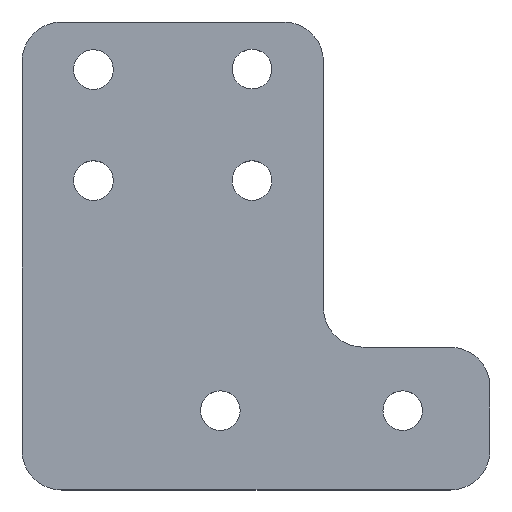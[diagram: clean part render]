
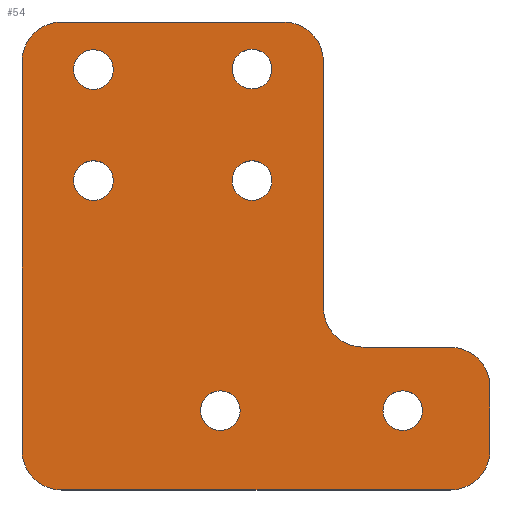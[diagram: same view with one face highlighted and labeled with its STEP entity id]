
A CAD part, top view. The second image highlights one B-rep face of the part: STEP entity #54.
In plain terms, the highlighted planar face has unit normal (0, 0, 1).
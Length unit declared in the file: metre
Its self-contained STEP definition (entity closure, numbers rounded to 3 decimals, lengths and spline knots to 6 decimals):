
#54 = ADVANCED_FACE( '', ( #124, #125, #126, #127, #128, #129, #130 ), #131, .T. );
#124 = FACE_BOUND( '', #209, .T. );
#125 = FACE_BOUND( '', #210, .T. );
#126 = FACE_BOUND( '', #211, .T. );
#127 = FACE_BOUND( '', #212, .T. );
#128 = FACE_BOUND( '', #213, .T. );
#129 = FACE_BOUND( '', #214, .T. );
#130 = FACE_OUTER_BOUND( '', #215, .T. );
#131 = PLANE( '', #216 );
#209 = EDGE_LOOP( '', ( #315 ) );
#210 = EDGE_LOOP( '', ( #316 ) );
#211 = EDGE_LOOP( '', ( #317 ) );
#212 = EDGE_LOOP( '', ( #318 ) );
#213 = EDGE_LOOP( '', ( #319 ) );
#214 = EDGE_LOOP( '', ( #320 ) );
#215 = EDGE_LOOP( '', ( #321, #322, #323, #324, #325, #326, #327, #328, #329, #330, #331, #332 ) );
#216 = AXIS2_PLACEMENT_3D( '', #333, #334, #335 );
#315 = ORIENTED_EDGE( '', *, *, #472, .F. );
#316 = ORIENTED_EDGE( '', *, *, #473, .F. );
#317 = ORIENTED_EDGE( '', *, *, #474, .F. );
#318 = ORIENTED_EDGE( '', *, *, #444, .F. );
#319 = ORIENTED_EDGE( '', *, *, #441, .F. );
#320 = ORIENTED_EDGE( '', *, *, #475, .F. );
#321 = ORIENTED_EDGE( '', *, *, #449, .T. );
#322 = ORIENTED_EDGE( '', *, *, #476, .T. );
#323 = ORIENTED_EDGE( '', *, *, #477, .T. );
#324 = ORIENTED_EDGE( '', *, *, #478, .F. );
#325 = ORIENTED_EDGE( '', *, *, #469, .T. );
#326 = ORIENTED_EDGE( '', *, *, #479, .T. );
#327 = ORIENTED_EDGE( '', *, *, #480, .T. );
#328 = ORIENTED_EDGE( '', *, *, #481, .T. );
#329 = ORIENTED_EDGE( '', *, *, #482, .T. );
#330 = ORIENTED_EDGE( '', *, *, #483, .T. );
#331 = ORIENTED_EDGE( '', *, *, #484, .T. );
#332 = ORIENTED_EDGE( '', *, *, #485, .T. );
#333 = CARTESIAN_POINT( '', ( -0.055175, 0.075577, 0.0027 ) );
#334 = DIRECTION( '', ( 0., 0., 1. ) );
#335 = DIRECTION( '', ( 1., 0., 0. ) );
#441 = EDGE_CURVE( '', #509, #509, #510, .T. );
#444 = EDGE_CURVE( '', #514, #514, #515, .T. );
#449 = EDGE_CURVE( '', #524, #522, #525, .T. );
#469 = EDGE_CURVE( '', #560, #558, #561, .T. );
#472 = EDGE_CURVE( '', #564, #564, #565, .T. );
#473 = EDGE_CURVE( '', #566, #566, #567, .T. );
#474 = EDGE_CURVE( '', #568, #568, #569, .T. );
#475 = EDGE_CURVE( '', #570, #570, #571, .T. );
#476 = EDGE_CURVE( '', #522, #572, #573, .T. );
#477 = EDGE_CURVE( '', #572, #574, #575, .T. );
#478 = EDGE_CURVE( '', #560, #574, #576, .T. );
#479 = EDGE_CURVE( '', #558, #577, #578, .T. );
#480 = EDGE_CURVE( '', #577, #579, #580, .T. );
#481 = EDGE_CURVE( '', #579, #581, #582, .T. );
#482 = EDGE_CURVE( '', #581, #583, #584, .T. );
#483 = EDGE_CURVE( '', #583, #585, #586, .T. );
#484 = EDGE_CURVE( '', #585, #587, #588, .T. );
#485 = EDGE_CURVE( '', #587, #524, #589, .T. );
#509 = VERTEX_POINT( '', #613 );
#510 = CIRCLE( '', #614, 0.0025 );
#514 = VERTEX_POINT( '', #618 );
#515 = CIRCLE( '', #619, 0.0025 );
#522 = VERTEX_POINT( '', #627 );
#524 = VERTEX_POINT( '', #630 );
#525 = LINE( '', #631, #632 );
#558 = VERTEX_POINT( '', #671 );
#560 = VERTEX_POINT( '', #674 );
#561 = LINE( '', #675, #676 );
#564 = VERTEX_POINT( '', #680 );
#565 = CIRCLE( '', #681, 0.0025 );
#566 = VERTEX_POINT( '', #682 );
#567 = CIRCLE( '', #683, 0.0025 );
#568 = VERTEX_POINT( '', #684 );
#569 = CIRCLE( '', #685, 0.0025 );
#570 = VERTEX_POINT( '', #686 );
#571 = CIRCLE( '', #687, 0.0025 );
#572 = VERTEX_POINT( '', #688 );
#573 = CIRCLE( '', #689, 0.005 );
#574 = VERTEX_POINT( '', #690 );
#575 = LINE( '', #691, #692 );
#576 = CIRCLE( '', #693, 0.005 );
#577 = VERTEX_POINT( '', #694 );
#578 = CIRCLE( '', #695, 0.005 );
#579 = VERTEX_POINT( '', #696 );
#580 = LINE( '', #697, #698 );
#581 = VERTEX_POINT( '', #699 );
#582 = CIRCLE( '', #700, 0.005 );
#583 = VERTEX_POINT( '', #701 );
#584 = LINE( '', #702, #703 );
#585 = VERTEX_POINT( '', #704 );
#586 = CIRCLE( '', #705, 0.005 );
#587 = VERTEX_POINT( '', #706 );
#588 = LINE( '', #707, #708 );
#589 = CIRCLE( '', #709, 0.005 );
#613 = CARTESIAN_POINT( '', ( -0.034039, 0.022004, 0.0027 ) );
#614 = AXIS2_PLACEMENT_3D( '', #740, #741, #742 );
#618 = CARTESIAN_POINT( '', ( -0.054039, 0.007946, 0.0027 ) );
#619 = AXIS2_PLACEMENT_3D( '', #746, #747, #748 );
#627 = CARTESIAN_POINT( '', ( -0.006539, -0.018056, 0.0027 ) );
#630 = CARTESIAN_POINT( '', ( -0.006539, -0.026056, 0.0027 ) );
#631 = CARTESIAN_POINT( '', ( -0.006539, -0.022056, 0.0027 ) );
#632 = VECTOR( '', #754, 1. );
#671 = CARTESIAN_POINT( '', ( -0.027539, 0.022944, 0.0027 ) );
#674 = CARTESIAN_POINT( '', ( -0.027539, -0.008056, 0.0027 ) );
#675 = CARTESIAN_POINT( '', ( -0.027539, 0.007444, 0.0027 ) );
#676 = VECTOR( '', #792, 1. );
#680 = CARTESIAN_POINT( '', ( -0.015039, -0.021056, 0.0027 ) );
#681 = AXIS2_PLACEMENT_3D( '', #794, #795, #796 );
#682 = CARTESIAN_POINT( '', ( -0.038039, -0.021056, 0.0027 ) );
#683 = AXIS2_PLACEMENT_3D( '', #797, #798, #799 );
#684 = CARTESIAN_POINT( '', ( -0.034039, 0.007946, 0.0027 ) );
#685 = AXIS2_PLACEMENT_3D( '', #800, #801, #802 );
#686 = CARTESIAN_POINT( '', ( -0.054039, 0.021944, 0.0027 ) );
#687 = AXIS2_PLACEMENT_3D( '', #803, #804, #805 );
#688 = CARTESIAN_POINT( '', ( -0.011539, -0.013056, 0.0027 ) );
#689 = AXIS2_PLACEMENT_3D( '', #806, #807, #808 );
#690 = CARTESIAN_POINT( '', ( -0.022539, -0.013056, 0.0027 ) );
#691 = CARTESIAN_POINT( '', ( -0.017039, -0.013056, 0.0027 ) );
#692 = VECTOR( '', #809, 1. );
#693 = AXIS2_PLACEMENT_3D( '', #810, #811, #812 );
#694 = CARTESIAN_POINT( '', ( -0.032539, 0.027944, 0.0027 ) );
#695 = AXIS2_PLACEMENT_3D( '', #813, #814, #815 );
#696 = CARTESIAN_POINT( '', ( -0.060539, 0.027944, 0.0027 ) );
#697 = CARTESIAN_POINT( '', ( -0.046539, 0.027944, 0.0027 ) );
#698 = VECTOR( '', #816, 1. );
#699 = CARTESIAN_POINT( '', ( -0.065539, 0.022944, 0.0027 ) );
#700 = AXIS2_PLACEMENT_3D( '', #817, #818, #819 );
#701 = CARTESIAN_POINT( '', ( -0.065539, -0.026056, 0.0027 ) );
#702 = CARTESIAN_POINT( '', ( -0.065539, -0.001556, 0.0027 ) );
#703 = VECTOR( '', #820, 1. );
#704 = CARTESIAN_POINT( '', ( -0.060539, -0.031056, 0.0027 ) );
#705 = AXIS2_PLACEMENT_3D( '', #821, #822, #823 );
#706 = CARTESIAN_POINT( '', ( -0.011539, -0.031056, 0.0027 ) );
#707 = CARTESIAN_POINT( '', ( -0.036039, -0.031056, 0.0027 ) );
#708 = VECTOR( '', #824, 1. );
#709 = AXIS2_PLACEMENT_3D( '', #825, #826, #827 );
#740 = CARTESIAN_POINT( '', ( -0.036539, 0.022004, 0.0027 ) );
#741 = DIRECTION( '', ( 0., 0., 1. ) );
#742 = DIRECTION( '', ( 1., 0., 0. ) );
#746 = CARTESIAN_POINT( '', ( -0.056539, 0.007946, 0.0027 ) );
#747 = DIRECTION( '', ( 0., 0., 1. ) );
#748 = DIRECTION( '', ( 1., 0., 0. ) );
#754 = DIRECTION( '', ( 0., 1., 0. ) );
#792 = DIRECTION( '', ( 0., 1., 0. ) );
#794 = CARTESIAN_POINT( '', ( -0.017539, -0.021056, 0.0027 ) );
#795 = DIRECTION( '', ( 0., 0., 1. ) );
#796 = DIRECTION( '', ( 1., 0., 0. ) );
#797 = CARTESIAN_POINT( '', ( -0.040539, -0.021056, 0.0027 ) );
#798 = DIRECTION( '', ( 0., 0., 1. ) );
#799 = DIRECTION( '', ( 1., 0., 0. ) );
#800 = CARTESIAN_POINT( '', ( -0.036539, 0.007946, 0.0027 ) );
#801 = DIRECTION( '', ( 0., 0., 1. ) );
#802 = DIRECTION( '', ( 1., 0., 0. ) );
#803 = CARTESIAN_POINT( '', ( -0.056539, 0.021944, 0.0027 ) );
#804 = DIRECTION( '', ( 0., 0., 1. ) );
#805 = DIRECTION( '', ( 1., 0., 0. ) );
#806 = CARTESIAN_POINT( '', ( -0.011539, -0.018056, 0.0027 ) );
#807 = DIRECTION( '', ( 0., 0., 1. ) );
#808 = DIRECTION( '', ( 1., 0., 0. ) );
#809 = DIRECTION( '', ( -1., 0., 0. ) );
#810 = CARTESIAN_POINT( '', ( -0.022539, -0.008056, 0.0027 ) );
#811 = DIRECTION( '', ( 0., 0., 1. ) );
#812 = DIRECTION( '', ( 1., 0., 0. ) );
#813 = CARTESIAN_POINT( '', ( -0.032539, 0.022944, 0.0027 ) );
#814 = DIRECTION( '', ( 0., 0., 1. ) );
#815 = DIRECTION( '', ( 1., 0., 0. ) );
#816 = DIRECTION( '', ( -1., 0., 0. ) );
#817 = CARTESIAN_POINT( '', ( -0.060539, 0.022944, 0.0027 ) );
#818 = DIRECTION( '', ( 0., 0., 1. ) );
#819 = DIRECTION( '', ( 1., 0., 0. ) );
#820 = DIRECTION( '', ( 0., -1., 0. ) );
#821 = CARTESIAN_POINT( '', ( -0.060539, -0.026056, 0.0027 ) );
#822 = DIRECTION( '', ( 0., 0., 1. ) );
#823 = DIRECTION( '', ( 1., 0., 0. ) );
#824 = DIRECTION( '', ( 1., 0., 0. ) );
#825 = CARTESIAN_POINT( '', ( -0.011539, -0.026056, 0.0027 ) );
#826 = DIRECTION( '', ( 0., 0., 1. ) );
#827 = DIRECTION( '', ( 1., 0., 0. ) );
